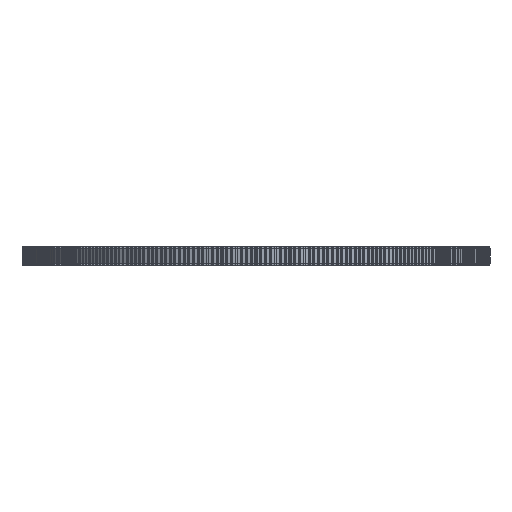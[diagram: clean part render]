
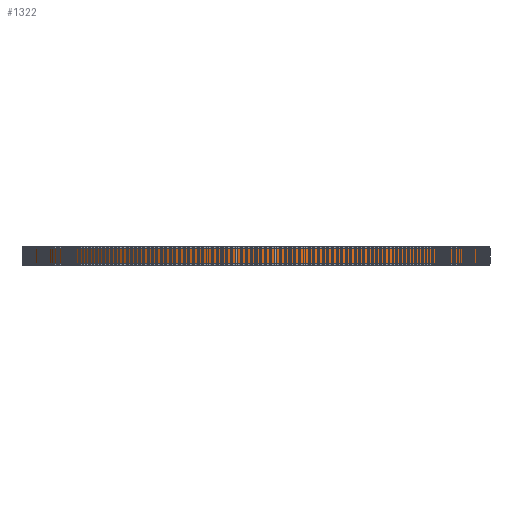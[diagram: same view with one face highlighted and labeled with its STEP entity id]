
A CAD part, front view. The second image highlights one B-rep face of the part: STEP entity #1322.
In plain terms, the highlighted cylindrical face has radius 95.493 mm (diameter 190.986 mm), a full revolution.
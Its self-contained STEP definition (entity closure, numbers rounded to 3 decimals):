
#97=FACE_BOUND('',#4928,.T.);
#98=FACE_BOUND('',#4929,.T.);
#1322=ADVANCED_FACE('',(#97,#98),#2523,.T.);
#2523=CYLINDRICAL_SURFACE('',#26543,95.493);
#4928=EDGE_LOOP('',(#14530));
#4929=EDGE_LOOP('',(#14531));
#14530=ORIENTED_EDGE('',*,*,#20534,.T.);
#14531=ORIENTED_EDGE('',*,*,#20535,.T.);
#16932=VERTEX_POINT('',#42160);
#16933=VERTEX_POINT('',#42162);
#20534=EDGE_CURVE('',#16932,#16932,#22936,.T.);
#20535=EDGE_CURVE('',#16933,#16933,#22937,.T.);
#22936=CIRCLE('',#26541,95.493);
#22937=CIRCLE('',#26542,95.493);
#26541=AXIS2_PLACEMENT_3D('',#42159,#34950,#34951);
#26542=AXIS2_PLACEMENT_3D('',#42161,#34952,#34953);
#26543=AXIS2_PLACEMENT_3D('',#42163,#34954,#34955);
#34950=DIRECTION('',(0.,0.,1.));
#34951=DIRECTION('',(1.,0.,0.));
#34952=DIRECTION('',(0.,0.,-1.));
#34953=DIRECTION('',(1.,0.,0.));
#34954=DIRECTION('',(0.,0.,1.));
#34955=DIRECTION('',(1.,0.,0.));
#42159=CARTESIAN_POINT('',(0.,0.,1.));
#42160=CARTESIAN_POINT('',(95.493,0.,1.));
#42161=CARTESIAN_POINT('',(0.,0.,7.));
#42162=CARTESIAN_POINT('',(95.493,0.,7.));
#42163=CARTESIAN_POINT('',(0.,0.,1.));
